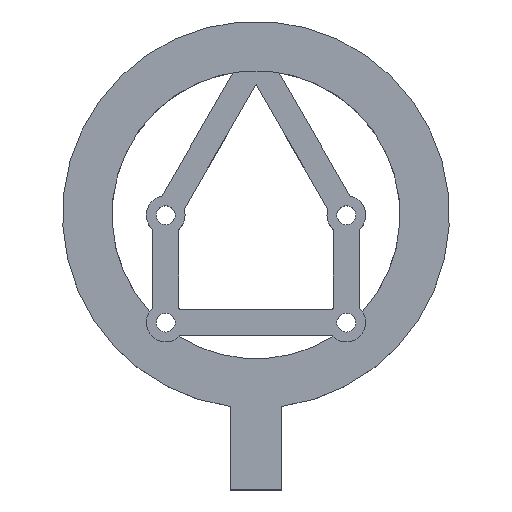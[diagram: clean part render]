
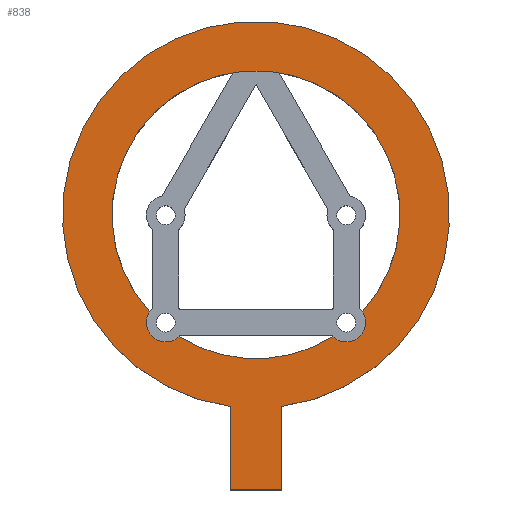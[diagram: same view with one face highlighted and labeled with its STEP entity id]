
A CAD part, top view. The second image highlights one B-rep face of the part: STEP entity #838.
In plain terms, the highlighted planar face has unit normal (0, 0, 1).
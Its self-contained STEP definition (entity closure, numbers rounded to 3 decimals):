
#17=FACE_BOUND('',#112,.T.);
#34=PLANE('',#912);
#67=FACE_OUTER_BOUND('',#111,.T.);
#111=EDGE_LOOP('',(#627,#628,#629,#630));
#112=EDGE_LOOP('',(#631,#632,#633,#634));
#158=LINE('',#1278,#232);
#161=LINE('',#1283,#235);
#170=LINE('',#1299,#244);
#232=VECTOR('',#1011,10.);
#235=VECTOR('',#1016,10.);
#244=VECTOR('',#1031,10.);
#299=CIRCLE('',#883,2.25);
#301=CIRCLE('',#886,2.25);
#302=CIRCLE('',#888,22.5);
#307=CIRCLE('',#901,16.75);
#315=CIRCLE('',#911,16.75);
#352=VERTEX_POINT('',#1244);
#353=VERTEX_POINT('',#1246);
#356=VERTEX_POINT('',#1253);
#357=VERTEX_POINT('',#1255);
#358=VERTEX_POINT('',#1259);
#359=VERTEX_POINT('',#1260);
#364=VERTEX_POINT('',#1274);
#366=VERTEX_POINT('',#1277);
#434=EDGE_CURVE('',#353,#352,#299,.T.);
#438=EDGE_CURVE('',#357,#356,#301,.T.);
#440=EDGE_CURVE('',#358,#359,#302,.T.);
#448=EDGE_CURVE('',#366,#364,#158,.T.);
#451=EDGE_CURVE('',#364,#358,#161,.T.);
#460=EDGE_CURVE('',#359,#366,#170,.T.);
#464=EDGE_CURVE('',#352,#357,#307,.T.);
#476=EDGE_CURVE('',#356,#353,#315,.T.);
#627=ORIENTED_EDGE('',*,*,#460,.T.);
#628=ORIENTED_EDGE('',*,*,#448,.T.);
#629=ORIENTED_EDGE('',*,*,#451,.T.);
#630=ORIENTED_EDGE('',*,*,#440,.T.);
#631=ORIENTED_EDGE('',*,*,#438,.T.);
#632=ORIENTED_EDGE('',*,*,#476,.T.);
#633=ORIENTED_EDGE('',*,*,#434,.T.);
#634=ORIENTED_EDGE('',*,*,#464,.T.);
#838=ADVANCED_FACE('',(#67,#17),#34,.T.);
#883=AXIS2_PLACEMENT_3D('',#1247,#982,#983);
#886=AXIS2_PLACEMENT_3D('',#1256,#990,#991);
#888=AXIS2_PLACEMENT_3D('',#1261,#995,#996);
#901=AXIS2_PLACEMENT_3D('',#1308,#1040,#1041);
#911=AXIS2_PLACEMENT_3D('',#1328,#1064,#1065);
#912=AXIS2_PLACEMENT_3D('',#1329,#1066,#1067);
#982=DIRECTION('center_axis',(0.,0.,-1.));
#983=DIRECTION('ref_axis',(-1.,0.,0.));
#990=DIRECTION('center_axis',(0.,0.,-1.));
#991=DIRECTION('ref_axis',(-1.,0.,0.));
#995=DIRECTION('center_axis',(0.,0.,1.));
#996=DIRECTION('ref_axis',(-1.,0.,0.));
#1011=DIRECTION('',(1.,0.,0.));
#1016=DIRECTION('',(0.,1.,0.));
#1031=DIRECTION('',(0.,-1.,0.));
#1040=DIRECTION('center_axis',(0.,0.,-1.));
#1041=DIRECTION('ref_axis',(-1.,0.,0.));
#1064=DIRECTION('center_axis',(0.,0.,-1.));
#1065=DIRECTION('ref_axis',(-1.,0.,0.));
#1066=DIRECTION('center_axis',(0.,0.,1.));
#1067=DIRECTION('ref_axis',(1.,0.,0.));
#1244=CARTESIAN_POINT('',(-12.368,-11.296,3.));
#1246=CARTESIAN_POINT('',(-8.936,-14.167,3.));
#1247=CARTESIAN_POINT('Origin',(-10.5,-12.55,3.));
#1253=CARTESIAN_POINT('',(8.936,-14.167,3.));
#1255=CARTESIAN_POINT('',(12.368,-11.296,3.));
#1256=CARTESIAN_POINT('Origin',(10.5,-12.55,3.));
#1259=CARTESIAN_POINT('',(3.,-22.299,3.));
#1260=CARTESIAN_POINT('',(-3.,-22.299,3.));
#1261=CARTESIAN_POINT('Origin',(0.,0.,3.));
#1274=CARTESIAN_POINT('',(3.,-32.,3.));
#1277=CARTESIAN_POINT('',(-3.,-32.,3.));
#1278=CARTESIAN_POINT('',(-1.5,-32.,3.));
#1283=CARTESIAN_POINT('',(3.,-30.,3.));
#1299=CARTESIAN_POINT('',(-3.,-19.521,3.));
#1308=CARTESIAN_POINT('Origin',(0.,0.,
3.));
#1328=CARTESIAN_POINT('Origin',(0.,0.,
3.));
#1329=CARTESIAN_POINT('Origin',(0.,6.625,3.));
